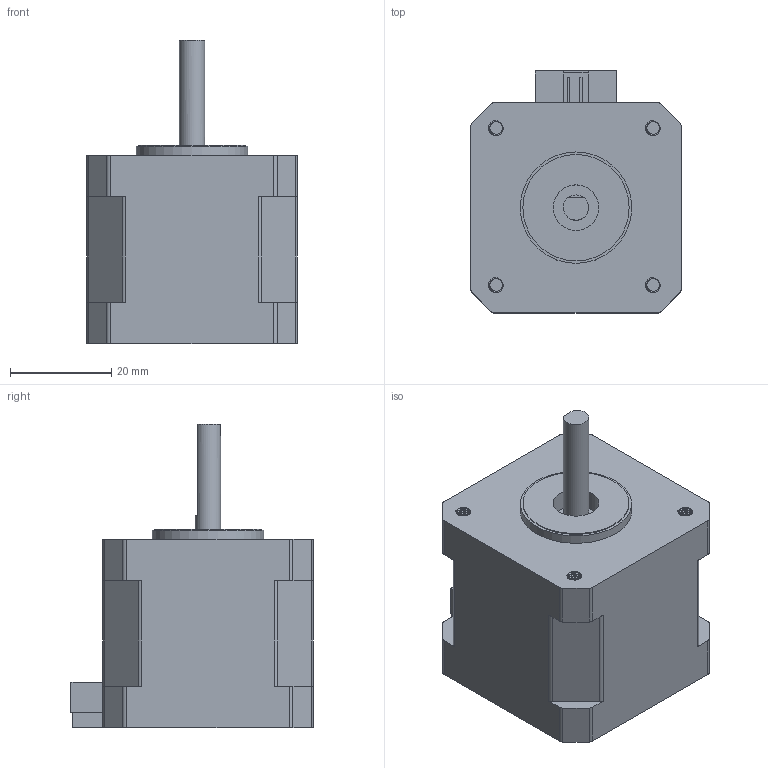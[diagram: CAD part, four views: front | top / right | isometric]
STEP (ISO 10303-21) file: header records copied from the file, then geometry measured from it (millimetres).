
FILE_DESCRIPTION(/* description */ ('','CAx-IF Rec.Pracs.---Representation and Presentation of Product Manufacturing Information (PMI)---4.0---2014-10-13'),/* implementation_level */ '2;1');
FILE_NAME(/* name */ 'c09ace84-41e4-4944-820a-7101580a5097.zip.stp',/* time_stamp */ '2025-02-25T01:35:27Z',/* author */ (''),/* organization */ (''),/* preprocessor_version */ 'ST-DEVELOPER v20',/* originating_system */ 'Autodesk Translation Framework v13.20.0.188',/* authorisation */ '');
FILE_SCHEMA (('AP242_MANAGED_MODEL_BASED_3D_ENGINEERING_MIM_LF { 1 0 10303 442 1 1 4 }'));
Length unit declared in the file: millimetre
Products named in the file (1): Nema 17 model
Bounding box: 41.5 x 47.8 x 59.9 mm (x, y, z)
Volume: 62248.4 mm3; surface area: 10723.2 mm2
Topology: 1 solids, 1 shells, 215 faces, 698 edges, 505 vertices
Faces by surface type: cylinder 110, plane 89, bspline 16
Full cylindrical faces by diameter (mm): 2.529 x28, 3.086 x28, 4.999 x1, 5 x1, 9 x2, 21 x1, 22 x1
Entity records: 30947 total; most frequent: CARTESIAN_POINT 25130, ORIENTED_EDGE 1396, DIRECTION 896, EDGE_CURVE 698, VERTEX_POINT 505, LINE 308, VECTOR 308, B_SPLINE_CURVE_WITH_KNOTS 296
